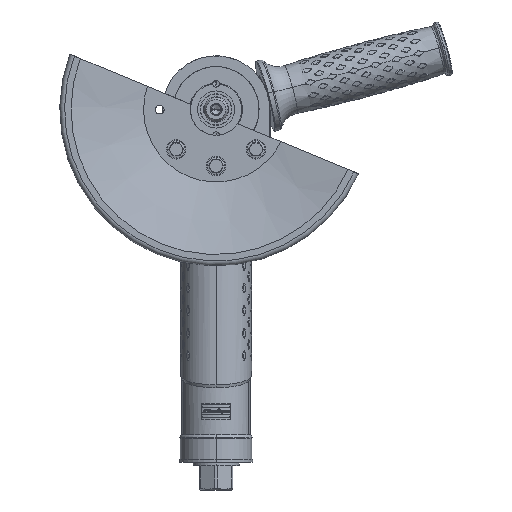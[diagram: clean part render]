
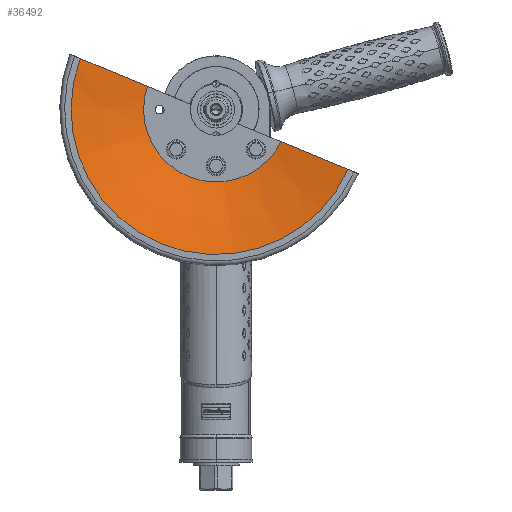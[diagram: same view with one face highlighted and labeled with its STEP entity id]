
A CAD part, front view. The second image highlights one B-rep face of the part: STEP entity #36492.
In plain terms, the highlighted conical face has half-angle 72.255 degrees and reference radius 70 mm.
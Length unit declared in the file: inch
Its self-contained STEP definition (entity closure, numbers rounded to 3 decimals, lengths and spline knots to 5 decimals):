
#4212=CARTESIAN_POINT('',(0.,-1.37795,-4.11811));
#4213=DIRECTION('',(0.,1.,0.));
#4214=DIRECTION('',(0.896,0.,-0.443));
#4215=AXIS2_PLACEMENT_3D('',#4212,#4213,#4214);
#4319=CARTESIAN_POINT('',(-3.49893,-2.00787,
-2.79665));
#4320=CARTESIAN_POINT('',(-3.29154,-1.93608,
-2.88255));
#4321=CARTESIAN_POINT('',(-2.88016,-1.79367,
-3.05295));
#4322=CARTESIAN_POINT('',(-2.2733,-1.58367,
-3.30432));
#4323=CARTESIAN_POINT('',(-1.87554,-1.4461,
-3.46908));
#4324=CARTESIAN_POINT('',(-1.67835,-1.37795,
-3.55076));
#4326=CARTESIAN_POINT('',(1.58795,-1.37795,
-4.9037));
#4327=CARTESIAN_POINT('',(1.78514,-1.4461,
-4.98538));
#4328=CARTESIAN_POINT('',(2.18291,-1.58367,
-5.15014));
#4329=CARTESIAN_POINT('',(2.78976,-1.79367,
-5.40151));
#4330=CARTESIAN_POINT('',(3.20114,-1.93608,
-5.57191));
#4331=CARTESIAN_POINT('',(3.40853,-2.00787,
-5.65781));
#4333=CARTESIAN_POINT('',(0.,-2.00787,-4.11811));
#4334=DIRECTION('',(0.,1.,0.));
#4335=DIRECTION('',(0.911,0.,-0.412));
#4336=AXIS2_PLACEMENT_3D('',#4333,#4334,#4335);
#26629=CARTESIAN_POINT('',(-1.67835,-1.37795,
-3.55076));
#26631=VERTEX_POINT('',#26629);
#26636=CARTESIAN_POINT('',(1.58795,-1.37795,
-4.9037));
#26637=VERTEX_POINT('',#26636);
#26654=VERTEX_POINT('',#4319);
#26662=CARTESIAN_POINT('',(3.40853,-2.00787,
-5.65781));
#26663=VERTEX_POINT('',#26662);
#36481=CARTESIAN_POINT('',(0.,-1.69291,-4.11811));
#36482=DIRECTION('',(0.,-1.,0.));
#36483=DIRECTION('',(0.924,0.,-0.383));
#36484=AXIS2_PLACEMENT_3D('',#36481,#36482,#36483);
#36485=CONICAL_SURFACE('',#36484,2.75591,72.255);
#36486=ORIENTED_EDGE('',*,*,#36406,.T.);
#36487=ORIENTED_EDGE('',*,*,#36367,.F.);
#36488=ORIENTED_EDGE('',*,*,#36445,.T.);
#36489=ORIENTED_EDGE('',*,*,#36474,.T.);
#36490=EDGE_LOOP('',(#36486,#36487,#36488,#36489));
#36491=FACE_OUTER_BOUND('',#36490,.F.);
#4216=CIRCLE('',#4215,1.77165);
#4325=B_SPLINE_CURVE_WITH_KNOTS('',3,(#4319,#4320,#4321,#4322,#4323,#4324),
.UNSPECIFIED.,.F.,.F.,(4,1,1,4),(0.,0.33333,0.66667,1.),
.UNSPECIFIED.);
#4332=B_SPLINE_CURVE_WITH_KNOTS('',3,(#4326,#4327,#4328,#4329,#4330,#4331),
.UNSPECIFIED.,.F.,.F.,(4,1,1,4),(0.,0.33333,0.66667,1.),
.UNSPECIFIED.);
#4337=CIRCLE('',#4336,3.74016);
#36367=EDGE_CURVE('',#26637,#26631,#4216,.T.);
#36406=EDGE_CURVE('',#26654,#26631,#4325,.T.);
#36445=EDGE_CURVE('',#26637,#26663,#4332,.T.);
#36474=EDGE_CURVE('',#26663,#26654,#4337,.T.);
#36492=ADVANCED_FACE('',(#36491),#36485,.F.);
